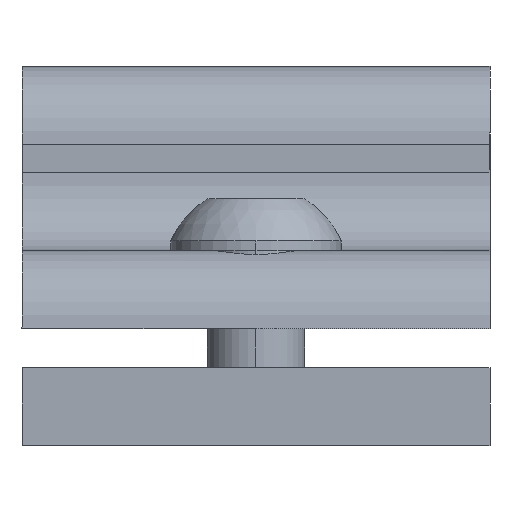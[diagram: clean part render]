
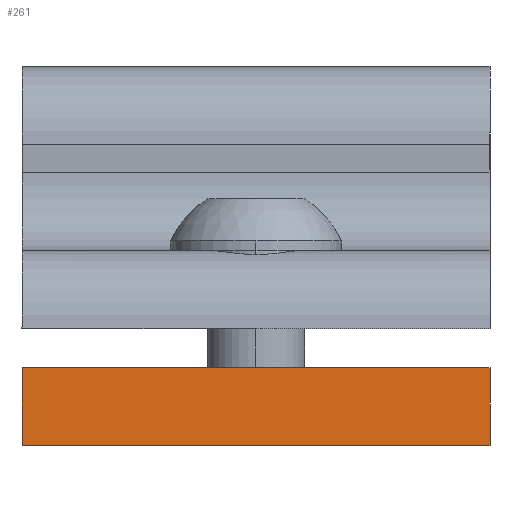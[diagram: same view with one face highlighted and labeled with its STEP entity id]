
A CAD part, front view. The second image highlights one B-rep face of the part: STEP entity #261.
In plain terms, the highlighted planar face has unit normal (0, -1, 0).
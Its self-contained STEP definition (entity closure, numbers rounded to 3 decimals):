
#198=CARTESIAN_POINT('',(1.5,-2.254,-0.715));
#199=VERTEX_POINT('',#198);
#206=CARTESIAN_POINT('',(1.5,-2.254,-0.965));
#207=VERTEX_POINT('',#206);
#208=CARTESIAN_POINT('',(1.5,-2.254,-0.965));
#209=DIRECTION('',(0.0,0.0,1.0));
#210=VECTOR('',#209,0.25);
#211=LINE('',#208,#210);
#212=EDGE_CURVE('',#207,#199,#211,.T.);
#231=CARTESIAN_POINT('',(1.5,-2.254,-0.965));
#232=DIRECTION('',(0.0,-1.0,0.0));
#233=DIRECTION('',(0.0,0.0,-1.0));
#234=AXIS2_PLACEMENT_3D('',#231,#232,#233);
#235=PLANE('',#234);
#236=CARTESIAN_POINT('',(0.0,-2.254,-0.715));
#237=VERTEX_POINT('',#236);
#238=CARTESIAN_POINT('',(1.5,-2.254,-0.715));
#239=DIRECTION('',(-1.0,0.0,0.0));
#240=VECTOR('',#239,1.5);
#241=LINE('',#238,#240);
#242=EDGE_CURVE('',#199,#237,#241,.T.);
#243=ORIENTED_EDGE('',*,*,#242,.T.);
#244=CARTESIAN_POINT('',(0.0,-2.254,-0.965));
#245=VERTEX_POINT('',#244);
#246=CARTESIAN_POINT('',(0.0,-2.254,-0.965));
#247=DIRECTION('',(0.0,0.0,1.0));
#248=VECTOR('',#247,0.25);
#249=LINE('',#246,#248);
#250=EDGE_CURVE('',#245,#237,#249,.T.);
#251=ORIENTED_EDGE('',*,*,#250,.F.);
#252=CARTESIAN_POINT('',(0.0,-2.254,-0.965));
#253=DIRECTION('',(1.0,0.0,0.0));
#254=VECTOR('',#253,1.5);
#255=LINE('',#252,#254);
#256=EDGE_CURVE('',#245,#207,#255,.T.);
#257=ORIENTED_EDGE('',*,*,#256,.T.);
#258=ORIENTED_EDGE('',*,*,#212,.T.);
#259=EDGE_LOOP('',(#243,#251,#257,#258));
#260=FACE_OUTER_BOUND('',#259,.T.);
#261=ADVANCED_FACE('',(#260),#235,.T.);
